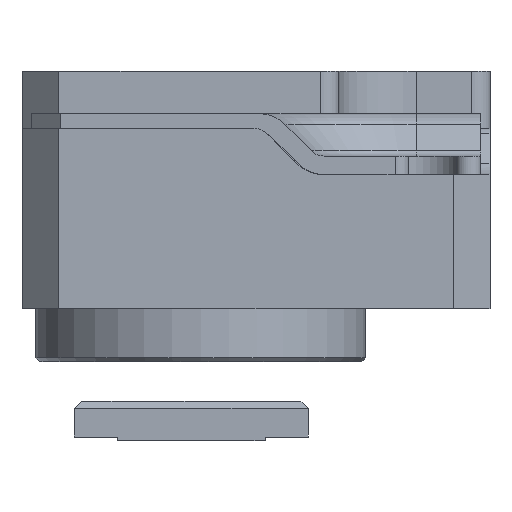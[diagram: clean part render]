
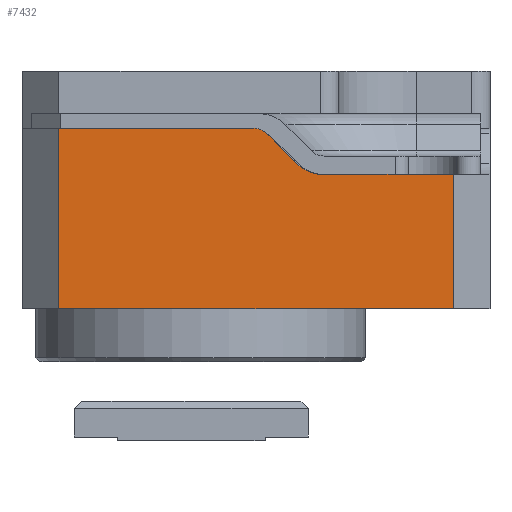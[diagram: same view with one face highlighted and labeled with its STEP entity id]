
A CAD part, front view. The second image highlights one B-rep face of the part: STEP entity #7432.
In plain terms, the highlighted planar face has unit normal (0, -1, 0).
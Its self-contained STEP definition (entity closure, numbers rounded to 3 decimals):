
#807=CIRCLE('',#44993,1.);
#808=CIRCLE('',#44994,0.5);
#7432=ADVANCED_FACE('',(#11259),#9393,.T.);
#9393=PLANE('',#44995);
#11259=FACE_OUTER_BOUND('',#13372,.T.);
#13372=EDGE_LOOP('',(#21640,#21641,#21642,#21643,#21644,#21645,#21646,#21647));
#21640=ORIENTED_EDGE('',*,*,#33420,.T.);
#21641=ORIENTED_EDGE('',*,*,#33435,.T.);
#21642=ORIENTED_EDGE('',*,*,#33436,.T.);
#21643=ORIENTED_EDGE('',*,*,#33437,.T.);
#21644=ORIENTED_EDGE('',*,*,#33438,.F.);
#21645=ORIENTED_EDGE('',*,*,#33439,.T.);
#21646=ORIENTED_EDGE('',*,*,#33440,.T.);
#21647=ORIENTED_EDGE('',*,*,#33441,.T.);
#28365=VERTEX_POINT('',#64691);
#28366=VERTEX_POINT('',#64693);
#28379=VERTEX_POINT('',#64723);
#28380=VERTEX_POINT('',#64725);
#28381=VERTEX_POINT('',#64727);
#28382=VERTEX_POINT('',#64729);
#28383=VERTEX_POINT('',#64731);
#28384=VERTEX_POINT('',#64733);
#33420=EDGE_CURVE('',#28366,#28365,#38444,.T.);
#33435=EDGE_CURVE('',#28365,#28379,#38455,.T.);
#33436=EDGE_CURVE('',#28379,#28380,#38456,.T.);
#33437=EDGE_CURVE('',#28380,#28381,#38457,.T.);
#33438=EDGE_CURVE('',#28382,#28381,#38458,.T.);
#33439=EDGE_CURVE('',#28382,#28383,#807,.T.);
#33440=EDGE_CURVE('',#28383,#28384,#38459,.T.);
#33441=EDGE_CURVE('',#28384,#28366,#808,.T.);
#38444=LINE('',#64692,#42425);
#38455=LINE('',#64722,#42436);
#38456=LINE('',#64724,#42437);
#38457=LINE('',#64726,#42438);
#38458=LINE('',#64728,#42439);
#38459=LINE('',#64732,#42440);
#42425=VECTOR('',#52140,1.);
#42436=VECTOR('',#52163,1.);
#42437=VECTOR('',#52164,1.);
#42438=VECTOR('',#52165,1.);
#42439=VECTOR('',#52166,1.);
#42440=VECTOR('',#52169,1.);
#44993=AXIS2_PLACEMENT_3D('',#64730,#52167,#52168);
#44994=AXIS2_PLACEMENT_3D('',#64734,#52170,#52171);
#44995=AXIS2_PLACEMENT_3D('',#64735,#52172,#52173);
#52140=DIRECTION('',(-1.,0.,0.));
#52163=DIRECTION('',(0.,0.,-1.));
#52164=DIRECTION('',(1.,0.,0.));
#52165=DIRECTION('',(0.,0.,1.));
#52166=DIRECTION('',(1.,0.,0.));
#52167=DIRECTION('',(0.,1.,0.));
#52168=DIRECTION('',(0.,0.,-1.));
#52169=DIRECTION('',(-0.707,0.,0.707));
#52170=DIRECTION('',(0.,-1.,0.));
#52171=DIRECTION('',(0.,0.,-1.));
#52172=DIRECTION('',(0.,-1.,0.));
#52173=DIRECTION('',(0.,0.,-1.));
#64691=CARTESIAN_POINT('',(1.,0.,4.9));
#64692=CARTESIAN_POINT('',(6.35,0.,4.9));
#64693=CARTESIAN_POINT('',(6.293,0.,4.9));
#64722=CARTESIAN_POINT('',(1.,0.,0.));
#64723=CARTESIAN_POINT('',(1.,0.,0.));
#64724=CARTESIAN_POINT('',(6.35,0.,0.));
#64725=CARTESIAN_POINT('',(11.7,0.,0.));
#64726=CARTESIAN_POINT('',(11.7,0.,0.));
#64727=CARTESIAN_POINT('',(11.7,0.,3.65));
#64728=CARTESIAN_POINT('',(7.75,0.,3.65));
#64729=CARTESIAN_POINT('',(8.164,0.,3.65));
#64730=CARTESIAN_POINT('',(8.164,0.,4.65));
#64731=CARTESIAN_POINT('',(7.457,0.,3.943));
#64732=CARTESIAN_POINT('',(8.875,0.,2.525));
#64733=CARTESIAN_POINT('',(6.646,0.,4.754));
#64734=CARTESIAN_POINT('',(6.293,0.,4.4));
#64735=CARTESIAN_POINT('',(6.35,0.,0.));
